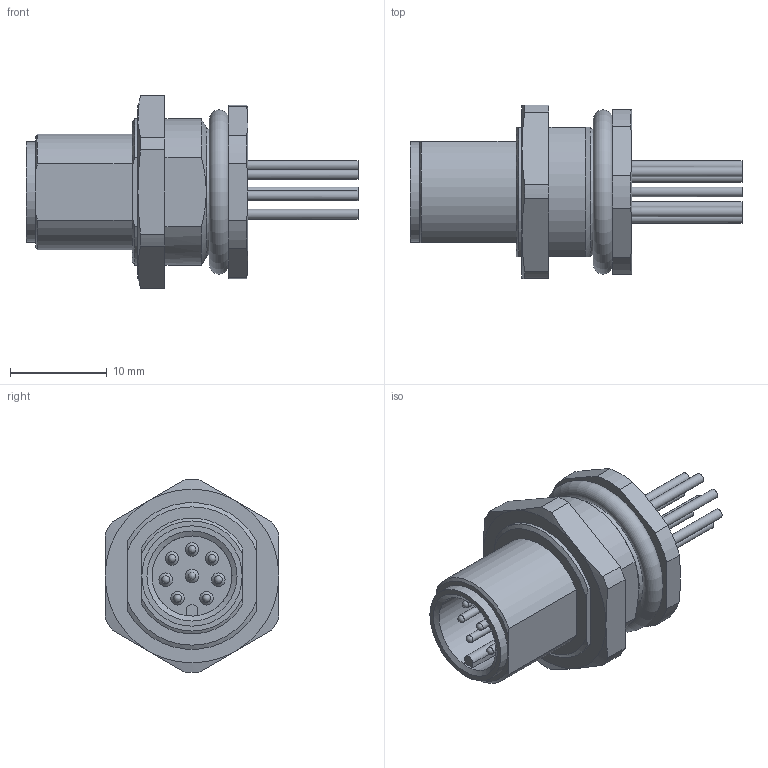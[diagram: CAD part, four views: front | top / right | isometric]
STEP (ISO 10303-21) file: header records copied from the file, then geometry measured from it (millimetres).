
FILE_DESCRIPTION(/* description */ (''),/* implementation_level */ '2;1');
FILE_NAME(/* name */ '09-3481-116-08_bg_ok.stp',/* time_stamp */ '2009-12-03T10:38:08+01:00',/* author */ (''),/* organization */ (''),/* preprocessor_version */ 'ST-DEVELOPER v11',/* originating_system */ 'UGS - NX 5.0',/* authorisation */ '');
FILE_SCHEMA (('CONFIG_CONTROL_DESIGN'));
Length unit declared in the file: millimetre
Products named in the file (1): sgroEC5C2fn6
Bounding box: 34.4 x 18 x 19.99 mm (x, y, z)
Volume: 2526.3 mm3; surface area: 3318.4 mm2
Topology: 1 solids, 2 shells, 186 faces, 480 edges, 308 vertices
Faces by surface type: cylinder 67, plane 66, cone 38, sphere 8, torus 7
Full cylindrical faces by diameter (mm): 0.8 x8, 1 x8, 7.7 x1, 8.3 x1, 10.4 x1, 11 x1, 13 x2
Entity records: 5636 total; most frequent: CARTESIAN_POINT 1585, DIRECTION 858, ORIENTED_EDGE 724, AXIS2_PLACEMENT_3D 367, EDGE_CURVE 362, EDGE_LOOP 266, VERTEX_POINT 258, ADVANCED_FACE 186
